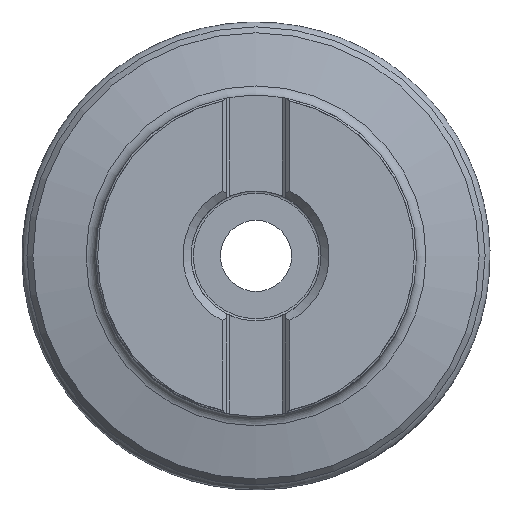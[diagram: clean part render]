
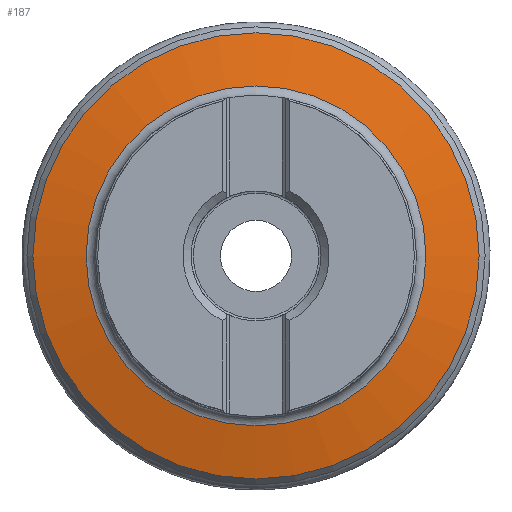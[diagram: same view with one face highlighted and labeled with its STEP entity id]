
A CAD part, top view. The second image highlights one B-rep face of the part: STEP entity #187.
In plain terms, the highlighted conical face has half-angle 77.331 degrees and reference radius 54.941 mm.
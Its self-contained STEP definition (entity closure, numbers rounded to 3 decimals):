
#110=CONICAL_SURFACE('',#1005,54.941,77.331);
#187=ADVANCED_FACE('S9',(#308,#309),#110,.T.);
#308=FACE_BOUND('',#367,.T.);
#309=FACE_BOUND('',#368,.T.);
#367=EDGE_LOOP('',(#478));
#368=EDGE_LOOP('',(#479));
#478=ORIENTED_EDGE('',*,*,#729,.T.);
#479=ORIENTED_EDGE('',*,*,#730,.F.);
#654=VERTEX_POINT('',#1559);
#655=VERTEX_POINT('',#1561);
#729=EDGE_CURVE('',#654,#654,#789,.T.);
#730=EDGE_CURVE('',#655,#655,#790,.T.);
#789=CIRCLE('',#1003,41.842);
#790=CIRCLE('',#1004,54.941);
#1003=AXIS2_PLACEMENT_3D('',#1558,#1176,#1177);
#1004=AXIS2_PLACEMENT_3D('',#1560,#1178,#1179);
#1005=AXIS2_PLACEMENT_3D('',#1562,#1180,#1181);
#1176=DIRECTION('',(0.,0.,-1.));
#1177=DIRECTION('',(-1.,0.,0.));
#1178=DIRECTION('',(0.,0.,-1.));
#1179=DIRECTION('',(-1.,0.,0.));
#1180=DIRECTION('',(0.,0.,-1.));
#1181=DIRECTION('',(-1.,0.,0.));
#1558=CARTESIAN_POINT('',(0.,0.,-17.026));
#1559=CARTESIAN_POINT('',(-41.842,0.,-17.026));
#1560=CARTESIAN_POINT('',(0.,0.,-19.971));
#1561=CARTESIAN_POINT('',(-54.941,0.,-19.971));
#1562=CARTESIAN_POINT('',(0.,0.,-19.971));
